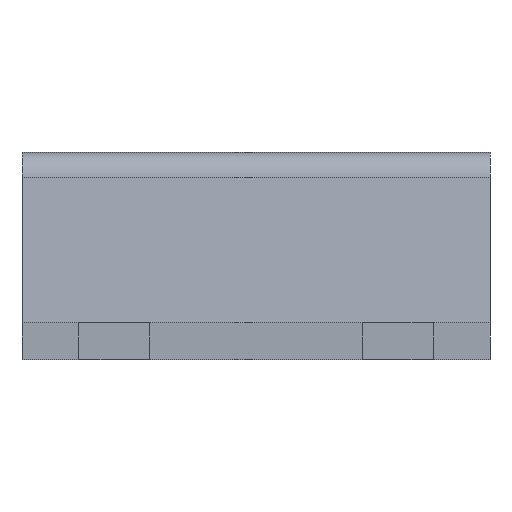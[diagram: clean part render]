
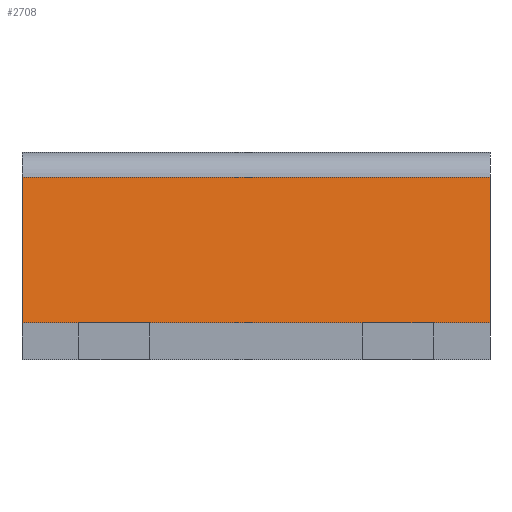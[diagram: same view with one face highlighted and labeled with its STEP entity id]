
A CAD part, left-side view. The second image highlights one B-rep face of the part: STEP entity #2708.
In plain terms, the highlighted planar face has unit normal (-0.993, 0, 0.122).
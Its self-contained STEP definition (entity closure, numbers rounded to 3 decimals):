
#101=PLANE('',#2812);
#249=FACE_OUTER_BOUND('',#406,.T.);
#406=EDGE_LOOP('',(#2422,#2423,#2424,#2425));
#638=LINE('',#5069,#897);
#644=LINE('',#5085,#903);
#645=LINE('',#5088,#904);
#646=LINE('',#5089,#905);
#897=VECTOR('',#3162,10.);
#903=VECTOR('',#3180,10.);
#904=VECTOR('',#3183,10.);
#905=VECTOR('',#3184,10.);
#1306=VERTEX_POINT('',#5066);
#1307=VERTEX_POINT('',#5068);
#1311=VERTEX_POINT('',#5083);
#1312=VERTEX_POINT('',#5087);
#1680=EDGE_CURVE('',#1306,#1307,#638,.T.);
#1688=EDGE_CURVE('',#1306,#1311,#644,.T.);
#1689=EDGE_CURVE('',#1312,#1311,#645,.T.);
#1690=EDGE_CURVE('',#1307,#1312,#646,.T.);
#2422=ORIENTED_EDGE('',*,*,#1688,.T.);
#2423=ORIENTED_EDGE('',*,*,#1689,.F.);
#2424=ORIENTED_EDGE('',*,*,#1690,.F.);
#2425=ORIENTED_EDGE('',*,*,#1680,.F.);
#2708=ADVANCED_FACE('',(#249),#101,.T.);
#2812=AXIS2_PLACEMENT_3D('',#5086,#3181,#3182);
#3162=DIRECTION('',(-0.122,0.,-0.993));
#3180=DIRECTION('',(0.,1.,0.));
#3181=DIRECTION('center_axis',(-0.993,0.,0.122));
#3182=DIRECTION('ref_axis',(0.122,0.,0.993));
#3183=DIRECTION('',(0.122,0.,0.993));
#3184=DIRECTION('',(0.,1.,0.));
#5066=CARTESIAN_POINT('',(-10.214,-20.955,14.661));
#5068=CARTESIAN_POINT('',(-11.811,-20.955,1.651));
#5069=CARTESIAN_POINT('',(-11.811,-20.955,1.651));
#5083=CARTESIAN_POINT('',(-10.214,20.955,14.661));
#5085=CARTESIAN_POINT('',(-10.214,0.,14.661));
#5086=CARTESIAN_POINT('Origin',(-11.811,0.,1.651));
#5087=CARTESIAN_POINT('',(-11.811,20.955,1.651));
#5088=CARTESIAN_POINT('',(-11.811,20.955,1.651));
#5089=CARTESIAN_POINT('',(-11.811,0.,1.651));
